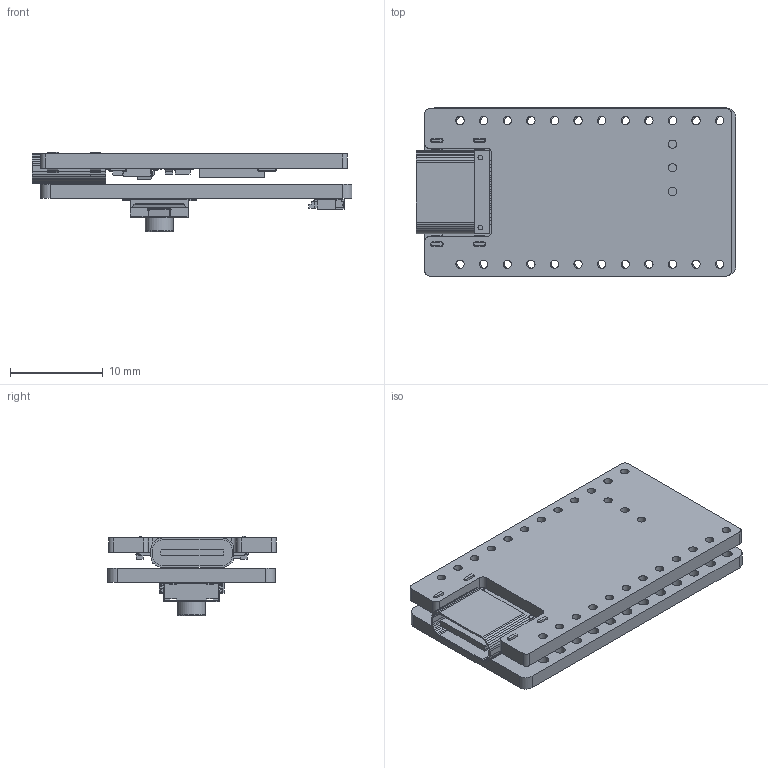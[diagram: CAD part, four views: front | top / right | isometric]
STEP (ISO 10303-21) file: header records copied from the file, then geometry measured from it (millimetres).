
FILE_DESCRIPTION(('KiCad electronic assembly'),'2;1');
FILE_NAME('daughterboard_pcb.step','2025-09-30T19:40:32',('Pcbnew'),( 'Kicad'),'Open CASCADE STEP processor 7.8','KiCad to STEP converter' ,'Unknown');
FILE_SCHEMA(('AUTOMOTIVE_DESIGN { 1 0 10303 214 1 1 1 1 }'));
Length unit declared in the file: millimetre
Products named in the file (49): daughterboard_pcb 1; nice_nano; User Library-TYPE-C-31-M-14.step021; User Library-TYPE-C-31-M-14.step; User Library-TYPE-C-31-M-14.step001; User Library-TYPE-C-31-M-14.step002; User Library-TYPE-C-31-M-14.step003; User Library-TYPE-C-31-M-14.step004; User Library-TYPE-C-31-M-14.step005; User Library-TYPE-C-31-M-14.step006; User Library-TYPE-C-31-M-14.step007; User Library-TYPE-C-31-M-14.step008; User Library-TYPE-C-31-M-14.step009; User Library-TYPE-C-31-M-14.step010; User Library-TYPE-C-31-M-14.step011; User Library-TYPE-C-31-M-14.step012; User Library-TYPE-C-31-M-14.step013; User Library-TYPE-C-31-M-14.step014; User Library-TYPE-C-31-M-14.step015; User Library-TYPE-C-31-M-14.step016; User Library-TYPE-C-31-M-14.step017; User Library-TYPE-C-31-M-14.step018; User Library-TYPE-C-31-M-14.step019; User Library-TYPE-C-31-M-14.step020; MICRO_603 resistor 110; MICRO_603 resistor 102; MICRO_603 resistor 103; MICRO_603 resistor 104; MICRO_603 resistor 105; MICRO_603 resistor 106; MICRO_603 resistor 107; MICRO_603 resistor 108; MICRO_603 resistor 109; micro_crystal 5x3; MICRO_led004; MICRO_led; MICRO_led001; MICRO_led002; MICRO_led003; micro_MIC5219 ...
Assembly tree (48 placements, depth 4):
  daughterboard_pcb 1
    nice_nano
      User Library-TYPE-C-31-M-14.step021
        User Library-TYPE-C-31-M-14.step
        User Library-TYPE-C-31-M-14.step001
        User Library-TYPE-C-31-M-14.step002
        User Library-TYPE-C-31-M-14.step003
        User Library-TYPE-C-31-M-14.step004
        User Library-TYPE-C-31-M-14.step005
        User Library-TYPE-C-31-M-14.step006
        User Library-TYPE-C-31-M-14.step007
        User Library-TYPE-C-31-M-14.step008
        User Library-TYPE-C-31-M-14.step009
        User Library-TYPE-C-31-M-14.step010
        User Library-TYPE-C-31-M-14.step011
        User Library-TYPE-C-31-M-14.step012
        User Library-TYPE-C-31-M-14.step013
        User Library-TYPE-C-31-M-14.step014
        User Library-TYPE-C-31-M-14.step015
        User Library-TYPE-C-31-M-14.step016
        User Library-TYPE-C-31-M-14.step017
        User Library-TYPE-C-31-M-14.step018
        User Library-TYPE-C-31-M-14.step019
        User Library-TYPE-C-31-M-14.step020
      MICRO_603 resistor 110
        MICRO_603 resistor 102
        MICRO_603 resistor 103
        MICRO_603 resistor 104
        MICRO_603 resistor 105
        MICRO_603 resistor 106
        MICRO_603 resistor 107
        MICRO_603 resistor 108
        MICRO_603 resistor 109
      micro_crystal 5x3
      MICRO_led004
        MICRO_led
        MICRO_led001
        MICRO_led002
        MICRO_led003
      micro_MIC5219
      COMPOUND003
        COMPOUND
        COMPOUND001
        COMPOUND002
    430471035826_Download_STP_WS-TASV_430471035826_rev1
      base
      top cover
    FFC2B28-10-G
    daughterboard_PCB
Bounding box: 34.44 x 18.09 x 8.54 mm (x, y, z)
Volume: 1954.5 mm3; surface area: 4293 mm2
Topology: 55 solids, 55 shells, 1782 faces, 4974 edges, 3266 vertices
Faces by surface type: plane 1307, cylinder 412, bspline 32, torus 19, extrusion 8, sphere 4
Full cylindrical faces by diameter (mm): 0.3 x2, 0.5 x2, 0.9 x27, 1.092 x24, 1.1 x2, 3 x1, 3.15 x1
Entity records: 59747 total; most frequent: CARTESIAN_POINT 11289, ORIENTED_EDGE 9920, DIRECTION 9223, EDGE_CURVE 4960, VECTOR 4033, LINE 4025, VERTEX_POINT 3266, AXIS2_PLACEMENT_3D 2595
